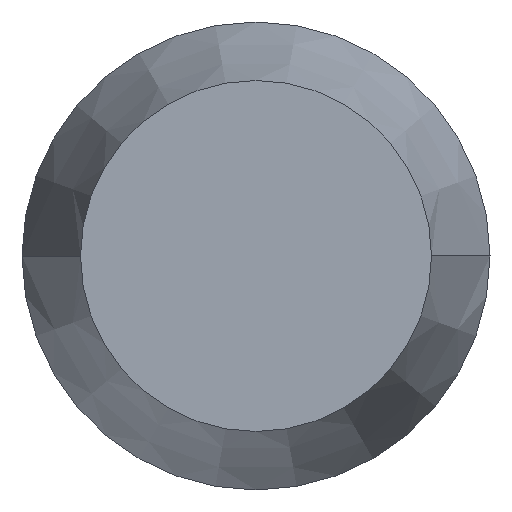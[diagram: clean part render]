
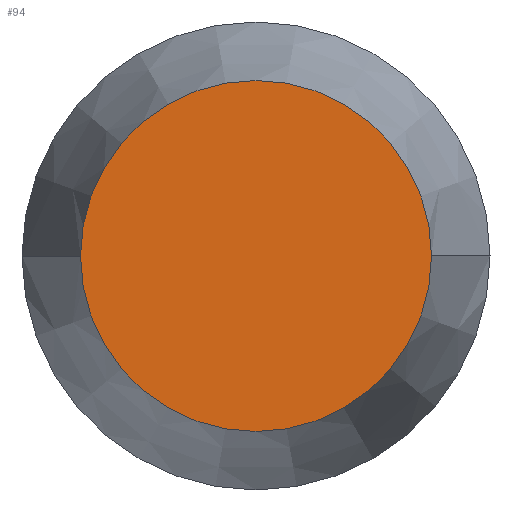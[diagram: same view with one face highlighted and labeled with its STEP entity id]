
A CAD part, front view. The second image highlights one B-rep face of the part: STEP entity #94.
In plain terms, the highlighted planar face has unit normal (0, -1, 0).
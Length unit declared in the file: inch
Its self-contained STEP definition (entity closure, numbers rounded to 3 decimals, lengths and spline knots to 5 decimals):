
#4 = ORIENTED_EDGE ( 'NONE', *, *, #341, .T. ) ;
#5 = PLANE ( 'NONE',  #271 ) ;
#40 = CARTESIAN_POINT ( 'NONE',  ( 0., 0., -0.09375 ) ) ;
#47 = CIRCLE ( 'NONE', #66, 0.09375 ) ;
#66 = AXIS2_PLACEMENT_3D ( 'NONE', #112, #343, #260 ) ;
#91 = CIRCLE ( 'NONE', #231, 0.09375 ) ;
#94 = ADVANCED_FACE ( 'NONE', ( #166 ), #5, .T. ) ;
#103 = DIRECTION ( 'NONE',  ( 0., -1., 0. ) ) ;
#109 = CARTESIAN_POINT ( 'NONE',  ( 0., 0., 0. ) ) ;
#112 = CARTESIAN_POINT ( 'NONE',  ( 0., 0., 0. ) ) ;
#159 = ORIENTED_EDGE ( 'NONE', *, *, #263, .T. ) ;
#162 = VERTEX_POINT ( 'NONE', #323 ) ;
#166 = FACE_OUTER_BOUND ( 'NONE', #253, .T. ) ;
#189 = VERTEX_POINT ( 'NONE', #40 ) ;
#195 = DIRECTION ( 'NONE',  ( 0., 0., -1. ) ) ;
#231 = AXIS2_PLACEMENT_3D ( 'NONE', #333, #103, #195 ) ;
#253 = EDGE_LOOP ( 'NONE', ( #159, #4 ) ) ;
#260 = DIRECTION ( 'NONE',  ( 0., 0., -1. ) ) ;
#263 = EDGE_CURVE ( 'NONE', #189, #162, #91, .T. ) ;
#271 = AXIS2_PLACEMENT_3D ( 'NONE', #109, #297, #318 ) ;
#297 = DIRECTION ( 'NONE',  ( 0., -1., 0. ) ) ;
#318 = DIRECTION ( 'NONE',  ( 0., 0., -1. ) ) ;
#323 = CARTESIAN_POINT ( 'NONE',  ( 0., 0., 0.09375 ) ) ;
#333 = CARTESIAN_POINT ( 'NONE',  ( 0., 0., 0. ) ) ;
#341 = EDGE_CURVE ( 'NONE', #162, #189, #47, .T. ) ;
#343 = DIRECTION ( 'NONE',  ( 0., -1., 0. ) ) ;
